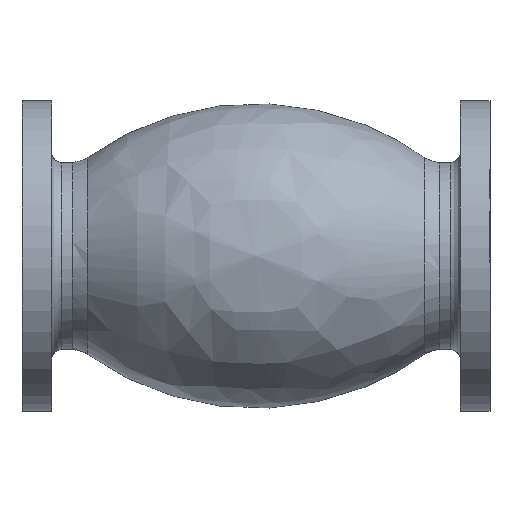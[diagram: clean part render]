
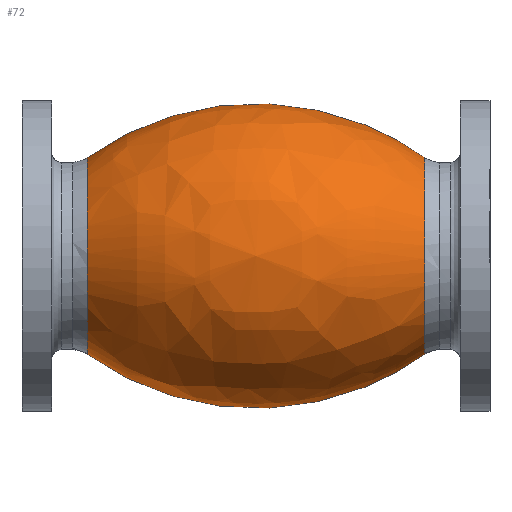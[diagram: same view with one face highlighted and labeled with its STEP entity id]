
A CAD part, front view. The second image highlights one B-rep face of the part: STEP entity #72.
In plain terms, the highlighted free-form (B-spline) face has degree [2, 2] with [5, 3] control points.
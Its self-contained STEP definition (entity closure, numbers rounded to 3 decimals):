
#22 = VERTEX_POINT('',#23);
#23 = CARTESIAN_POINT('',(-78.765,0.,-45.779));
#42 = VERTEX_POINT('',#43);
#43 = CARTESIAN_POINT('',(-78.765,0.,
    45.779));
#49 = EDGE_CURVE('',#42,#22,#50,.T.);
#50 = ( BOUNDED_CURVE() B_SPLINE_CURVE(2,(#51,#52,#53,#54,#55),
.UNSPECIFIED.,.F.,.F.) B_SPLINE_CURVE_WITH_KNOTS((3,2,3),(3.142,
4.712,6.283),.PIECEWISE_BEZIER_KNOTS.) CURVE() 
GEOMETRIC_REPRESENTATION_ITEM() RATIONAL_B_SPLINE_CURVE((1.,
0.707,1.,0.707,1.)) REPRESENTATION_ITEM('') );
#51 = CARTESIAN_POINT('',(-78.765,0.,
    45.779));
#52 = CARTESIAN_POINT('',(-78.765,-45.779,
    45.779));
#53 = CARTESIAN_POINT('',(-78.765,-45.779,
    0.));
#54 = CARTESIAN_POINT('',(-78.765,-45.779,
    -45.779));
#55 = CARTESIAN_POINT('',(-78.765,0.,
    -45.779));
#72 = ADVANCED_FACE('',(#73),#100,.F.);
#73 = FACE_BOUND('',#74,.F.);
#74 = EDGE_LOOP('',(#75,#87,#93,#94));
#75 = ORIENTED_EDGE('',*,*,#76,.F.);
#76 = EDGE_CURVE('',#77,#79,#81,.T.);
#77 = VERTEX_POINT('',#78);
#78 = CARTESIAN_POINT('',(78.765,0.,-45.779));
#79 = VERTEX_POINT('',#80);
#80 = CARTESIAN_POINT('',(78.765,0.,
    45.779));
#81 = ( BOUNDED_CURVE() B_SPLINE_CURVE(2,(#82,#83,#84,#85,#86),
.UNSPECIFIED.,.F.,.F.) B_SPLINE_CURVE_WITH_KNOTS((3,2,3),(3.142,
4.712,6.283),.PIECEWISE_BEZIER_KNOTS.) CURVE() 
GEOMETRIC_REPRESENTATION_ITEM() RATIONAL_B_SPLINE_CURVE((1.,
0.707,1.,0.707,1.)) REPRESENTATION_ITEM('') );
#82 = CARTESIAN_POINT('',(78.765,0.,
    -45.779));
#83 = CARTESIAN_POINT('',(78.765,-45.779,
    -45.779));
#84 = CARTESIAN_POINT('',(78.765,-45.779,
    0.));
#85 = CARTESIAN_POINT('',(78.765,-45.779,
    45.779));
#86 = CARTESIAN_POINT('',(78.765,0.,
    45.779));
#87 = ORIENTED_EDGE('',*,*,#88,.F.);
#88 = EDGE_CURVE('',#22,#77,#89,.T.);
#89 = ( BOUNDED_CURVE() B_SPLINE_CURVE(2,(#90,#91,#92),.UNSPECIFIED.,.F.
,.F.) B_SPLINE_CURVE_WITH_KNOTS((3,3),(5.663,6.903),
.PIECEWISE_BEZIER_KNOTS.) CURVE() GEOMETRIC_REPRESENTATION_ITEM() 
RATIONAL_B_SPLINE_CURVE((1.,0.814,1.)) REPRESENTATION_ITEM('') 
  );
#90 = CARTESIAN_POINT('',(-78.765,0.,-45.779));
#91 = CARTESIAN_POINT('',(0.,0.,-102.04));
#92 = CARTESIAN_POINT('',(78.765,0.,-45.779));
#93 = ORIENTED_EDGE('',*,*,#49,.F.);
#94 = ORIENTED_EDGE('',*,*,#95,.T.);
#95 = EDGE_CURVE('',#42,#79,#96,.T.);
#96 = ( BOUNDED_CURVE() B_SPLINE_CURVE(2,(#97,#98,#99),.UNSPECIFIED.,.F.
,.F.) B_SPLINE_CURVE_WITH_KNOTS((3,3),(5.663,6.903),
.PIECEWISE_BEZIER_KNOTS.) CURVE() GEOMETRIC_REPRESENTATION_ITEM() 
RATIONAL_B_SPLINE_CURVE((1.,0.814,1.)) REPRESENTATION_ITEM('') 
  );
#97 = CARTESIAN_POINT('',(-78.765,0.,
    45.779));
#98 = CARTESIAN_POINT('',(0.,0.,
    102.04));
#99 = CARTESIAN_POINT('',(78.765,0.,
    45.779));
#100 = ( BOUNDED_SURFACE() B_SPLINE_SURFACE(2,2,(
    (#101,#102,#103)
    ,(#104,#105,#106)
    ,(#107,#108,#109)
    ,(#110,#111,#112)
    ,(#113,#114,#115
)),.UNSPECIFIED.,.F.,.F.,.F.) B_SPLINE_SURFACE_WITH_KNOTS((3,2,3),(3,3),
  (0.,1.571,3.142),(2.521,3.762),
.PIECEWISE_BEZIER_KNOTS.) GEOMETRIC_REPRESENTATION_ITEM() 
RATIONAL_B_SPLINE_SURFACE((
    (1.,0.814,1.)
    ,(0.707,0.575,0.707)
    ,(1.,0.814,1.)
    ,(0.707,0.575,0.707)
,(1.,0.814,1.))) REPRESENTATION_ITEM('') SURFACE() );
#101 = CARTESIAN_POINT('',(78.765,0.,45.779));
#102 = CARTESIAN_POINT('',(0.,0.,102.04));
#103 = CARTESIAN_POINT('',(-78.765,0.,45.779));
#104 = CARTESIAN_POINT('',(78.765,-45.779,
    45.779));
#105 = CARTESIAN_POINT('',(0.,-102.04,
    102.04));
#106 = CARTESIAN_POINT('',(-78.765,-45.779,
    45.779));
#107 = CARTESIAN_POINT('',(78.765,-45.779,
    0.));
#108 = CARTESIAN_POINT('',(0.,-102.04,
    0.));
#109 = CARTESIAN_POINT('',(-78.765,-45.779,
    0.));
#110 = CARTESIAN_POINT('',(78.765,-45.779,
    -45.779));
#111 = CARTESIAN_POINT('',(0.,-102.04,
    -102.04));
#112 = CARTESIAN_POINT('',(-78.765,-45.779,
    -45.779));
#113 = CARTESIAN_POINT('',(78.765,0.,
    -45.779));
#114 = CARTESIAN_POINT('',(0.,0.,
    -102.04));
#115 = CARTESIAN_POINT('',(-78.765,0.,
    -45.779));
